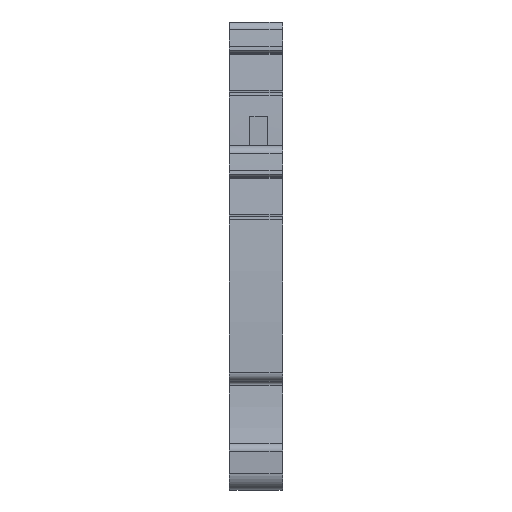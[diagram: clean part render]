
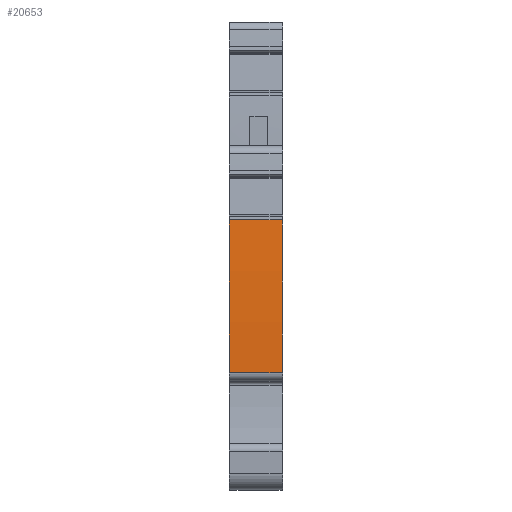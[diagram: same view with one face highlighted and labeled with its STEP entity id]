
A CAD part, front view. The second image highlights one B-rep face of the part: STEP entity #20653.
In plain terms, the highlighted cylindrical face has radius 191.632 mm (diameter 383.264 mm), a partial arc.
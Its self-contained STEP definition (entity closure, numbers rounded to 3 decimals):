
#19892=AXIS2_PLACEMENT_3D('Cylinder Axis2P3D',#19889,#19890,#19891) ;
#20630=AXIS2_PLACEMENT_3D('Circle Axis2P3D',#20628,#20629,$) ;
#20644=AXIS2_PLACEMENT_3D('Circle Axis2P3D',#20642,#20643,$) ;
#19889=CARTESIAN_POINT('Axis2P3D Location',(3.05,193.128,17.05)) ;
#20606=CARTESIAN_POINT('Vertex',(0.,2.,30.933)) ;
#20609=CARTESIAN_POINT('Line Origine',(3.025,2.,30.933)) ;
#20613=CARTESIAN_POINT('Vertex',(6.05,2.,30.933)) ;
#20628=CARTESIAN_POINT('Axis2P3D Location',(0.,193.128,17.05)) ;
#20632=CARTESIAN_POINT('Vertex',(0.,1.53,13.431)) ;
#20635=CARTESIAN_POINT('Line Origine',(3.05,1.53,13.431)) ;
#20639=CARTESIAN_POINT('Vertex',(6.05,1.53,13.431)) ;
#20642=CARTESIAN_POINT('Axis2P3D Location',(6.05,193.128,17.05)) ;
#19890=DIRECTION('Axis2P3D Direction',(1.,0.,0.)) ;
#19891=DIRECTION('Axis2P3D XDirection',(0.,-0.994,0.112)) ;
#20610=DIRECTION('Vector Direction',(1.,0.,0.)) ;
#20629=DIRECTION('Axis2P3D Direction',(1.,0.,0.)) ;
#20636=DIRECTION('Vector Direction',(1.,0.,0.)) ;
#20643=DIRECTION('Axis2P3D Direction',(1.,0.,0.)) ;
#20611=VECTOR('Line Direction',#20610,1.) ;
#20637=VECTOR('Line Direction',#20636,1.) ;
#20648=ORIENTED_EDGE('',*,*,#20615,.F.) ;
#20649=ORIENTED_EDGE('',*,*,#20634,.T.) ;
#20650=ORIENTED_EDGE('',*,*,#20641,.T.) ;
#20651=ORIENTED_EDGE('',*,*,#20646,.T.) ;
#20653=ADVANCED_FACE('MLD 1',(#20652),#19893,.T.) ;
#20631=CIRCLE('generated circle',#20630,191.632) ;
#20645=CIRCLE('generated circle',#20644,191.632) ;
#19893=CYLINDRICAL_SURFACE('generated cylinder',#19892,191.632) ;
#20615=EDGE_CURVE('',#20607,#20614,#20612,.T.) ;
#20634=EDGE_CURVE('',#20607,#20633,#20631,.T.) ;
#20641=EDGE_CURVE('',#20633,#20640,#20638,.T.) ;
#20646=EDGE_CURVE('',#20640,#20614,#20645,.F.) ;
#20647=EDGE_LOOP('',(#20648,#20649,#20650,#20651)) ;
#20652=FACE_OUTER_BOUND('',#20647,.T.) ;
#20612=LINE('Line',#20609,#20611) ;
#20638=LINE('Line',#20635,#20637) ;
#20607=VERTEX_POINT('',#20606) ;
#20614=VERTEX_POINT('',#20613) ;
#20633=VERTEX_POINT('',#20632) ;
#20640=VERTEX_POINT('',#20639) ;
